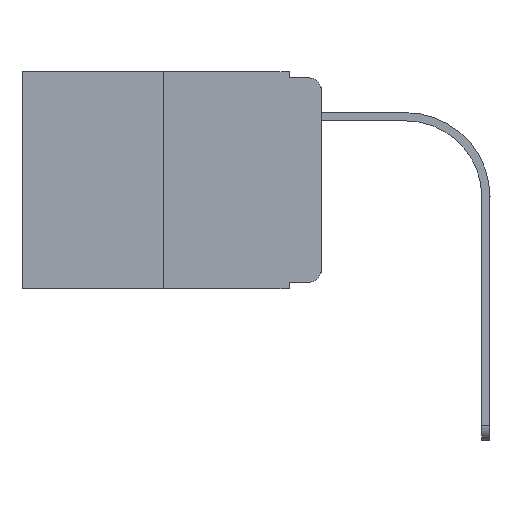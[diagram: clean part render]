
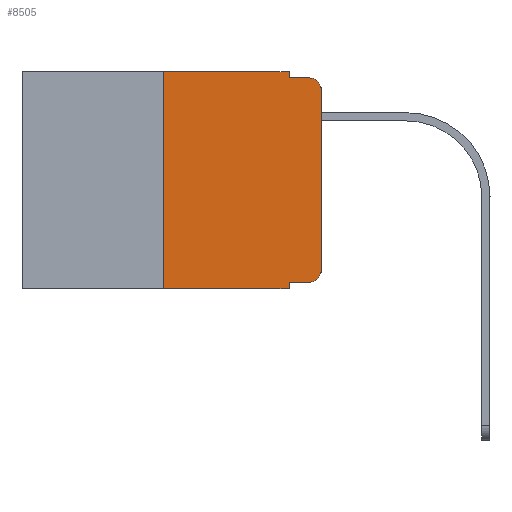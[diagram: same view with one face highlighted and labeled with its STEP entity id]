
A CAD part, left-side view. The second image highlights one B-rep face of the part: STEP entity #8505.
In plain terms, the highlighted planar face has unit normal (-1, 0, 0).
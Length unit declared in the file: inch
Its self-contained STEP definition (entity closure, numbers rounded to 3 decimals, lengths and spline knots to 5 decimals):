
#384 = CARTESIAN_POINT ( 'NONE',  ( 0., 0.051, -0.333 ) ) ;
#444 = ORIENTED_EDGE ( 'NONE', *, *, #16394, .F. ) ;
#500 = VECTOR ( 'NONE', #5385, 39.37008 ) ;
#556 = VECTOR ( 'NONE', #1883, 39.37008 ) ;
#975 = VERTEX_POINT ( 'NONE', #1670 ) ;
#1232 = LINE ( 'NONE', #15532, #6757 ) ;
#1239 = DIRECTION ( 'NONE',  ( 0., -1., 0. ) ) ;
#1381 = DIRECTION ( 'NONE',  ( 0., 0., -1. ) ) ;
#1670 = CARTESIAN_POINT ( 'NONE',  ( 0., 0., -0.03 ) ) ;
#1883 = DIRECTION ( 'NONE',  ( 0., 0., 1. ) ) ;
#1967 = LINE ( 'NONE', #16256, #2649 ) ;
#2047 = FACE_OUTER_BOUND ( 'NONE', #14016, .T. ) ;
#2126 = AXIS2_PLACEMENT_3D ( 'NONE', #5992, #15514, #1381 ) ;
#2508 = CARTESIAN_POINT ( 'NONE',  ( 0., 0., -0.313 ) ) ;
#2634 = VERTEX_POINT ( 'NONE', #10372 ) ;
#2649 = VECTOR ( 'NONE', #5991, 39.37008 ) ;
#2755 = DIRECTION ( 'NONE',  ( -1., 0., 0. ) ) ;
#2920 = CARTESIAN_POINT ( 'NONE',  ( 0., 0., 0. ) ) ;
#2945 = LINE ( 'NONE', #8059, #6516 ) ;
#3089 = VECTOR ( 'NONE', #14039, 39.37008 ) ;
#3443 = CARTESIAN_POINT ( 'NONE',  ( 0., 0.02, -0.313 ) ) ;
#3594 = VECTOR ( 'NONE', #15038, 39.37008 ) ;
#3776 = CIRCLE ( 'NONE', #8392, 0.02 ) ;
#4036 = EDGE_CURVE ( 'NONE', #5328, #2634, #6575, .T. ) ;
#4064 = DIRECTION ( 'NONE',  ( 0., -1., 0. ) ) ;
#4269 = DIRECTION ( 'NONE',  ( 0., 0., -1. ) ) ;
#4353 = ORIENTED_EDGE ( 'NONE', *, *, #4512, .F. ) ;
#4415 = CARTESIAN_POINT ( 'NONE',  ( 0., 0.051, 0. ) ) ;
#4512 = EDGE_CURVE ( 'NONE', #11255, #6065, #11270, .T. ) ;
#4517 = VERTEX_POINT ( 'NONE', #12914 ) ;
#4686 = CARTESIAN_POINT ( 'NONE',  ( 0., 0.25, 0. ) ) ;
#5050 = EDGE_CURVE ( 'NONE', #8743, #4517, #7950, .T. ) ;
#5328 = VERTEX_POINT ( 'NONE', #14139 ) ;
#5385 = DIRECTION ( 'NONE',  ( 0., -1., 0. ) ) ;
#5490 = CIRCLE ( 'NONE', #9838, 0.02 ) ;
#5681 = CARTESIAN_POINT ( 'NONE',  ( 0., 0.02, -0.01 ) ) ;
#5991 = DIRECTION ( 'NONE',  ( 0., 0., -1. ) ) ;
#5992 = CARTESIAN_POINT ( 'NONE',  ( 0., 0.473, 0. ) ) ;
#5996 = ORIENTED_EDGE ( 'NONE', *, *, #4036, .T. ) ;
#6038 = ORIENTED_EDGE ( 'NONE', *, *, #11629, .F. ) ;
#6065 = VERTEX_POINT ( 'NONE', #4415 ) ;
#6076 = VECTOR ( 'NONE', #1239, 39.37008 ) ;
#6425 = ORIENTED_EDGE ( 'NONE', *, *, #14846, .F. ) ;
#6516 = VECTOR ( 'NONE', #4064, 39.37008 ) ;
#6575 = LINE ( 'NONE', #8871, #3089 ) ;
#6757 = VECTOR ( 'NONE', #9140, 39.37008 ) ;
#7159 = ORIENTED_EDGE ( 'NONE', *, *, #10194, .T. ) ;
#7382 = VERTEX_POINT ( 'NONE', #5681 ) ;
#7710 = CARTESIAN_POINT ( 'NONE',  ( 0., 0.473, 0. ) ) ;
#7950 = LINE ( 'NONE', #10745, #500 ) ;
#8059 = CARTESIAN_POINT ( 'NONE',  ( 0., 0.051, -0.01 ) ) ;
#8296 = ORIENTED_EDGE ( 'NONE', *, *, #5050, .T. ) ;
#8392 = AXIS2_PLACEMENT_3D ( 'NONE', #3443, #16283, #11361 ) ;
#8505 = ADVANCED_FACE ( 'NONE', ( #2047 ), #12437, .F. ) ;
#8743 = VERTEX_POINT ( 'NONE', #384 ) ;
#8757 = VERTEX_POINT ( 'NONE', #10988 ) ;
#8871 = CARTESIAN_POINT ( 'NONE',  ( 0., 0.473, -0.343 ) ) ;
#9140 = DIRECTION ( 'NONE',  ( 0., 0., -1. ) ) ;
#9390 = CARTESIAN_POINT ( 'NONE',  ( 0., 0.02, -0.03 ) ) ;
#9399 = LINE ( 'NONE', #2920, #556 ) ;
#9838 = AXIS2_PLACEMENT_3D ( 'NONE', #9390, #2755, #4269 ) ;
#10194 = EDGE_CURVE ( 'NONE', #975, #7382, #5490, .T. ) ;
#10372 = CARTESIAN_POINT ( 'NONE',  ( 0., 0.051, -0.343 ) ) ;
#10415 = ORIENTED_EDGE ( 'NONE', *, *, #12656, .T. ) ;
#10745 = CARTESIAN_POINT ( 'NONE',  ( 0., 0.051, -0.333 ) ) ;
#10988 = CARTESIAN_POINT ( 'NONE',  ( 0., 0.051, -0.01 ) ) ;
#11081 = EDGE_CURVE ( 'NONE', #4517, #13858, #3776, .T. ) ;
#11255 = VERTEX_POINT ( 'NONE', #11788 ) ;
#11262 = EDGE_CURVE ( 'NONE', #8743, #2634, #1232, .T. ) ;
#11270 = LINE ( 'NONE', #7710, #6076 ) ;
#11361 = DIRECTION ( 'NONE',  ( 0., 0., -1. ) ) ;
#11629 = EDGE_CURVE ( 'NONE', #6065, #8757, #1967, .T. ) ;
#11788 = CARTESIAN_POINT ( 'NONE',  ( 0., 0.25, 0. ) ) ;
#12437 = PLANE ( 'NONE',  #2126 ) ;
#12656 = EDGE_CURVE ( 'NONE', #13858, #975, #9399, .T. ) ;
#12914 = CARTESIAN_POINT ( 'NONE',  ( 0., 0.02, -0.333 ) ) ;
#13858 = VERTEX_POINT ( 'NONE', #2508 ) ;
#14016 = EDGE_LOOP ( 'NONE', ( #10415, #7159, #6425, #6038, #4353, #444, #5996, #16181, #8296, #14295 ) ) ;
#14039 = DIRECTION ( 'NONE',  ( 0., -1., 0. ) ) ;
#14070 = LINE ( 'NONE', #4686, #3594 ) ;
#14139 = CARTESIAN_POINT ( 'NONE',  ( 0., 0.25, -0.343 ) ) ;
#14295 = ORIENTED_EDGE ( 'NONE', *, *, #11081, .T. ) ;
#14846 = EDGE_CURVE ( 'NONE', #8757, #7382, #2945, .T. ) ;
#15038 = DIRECTION ( 'NONE',  ( 0., 0., 1. ) ) ;
#15514 = DIRECTION ( 'NONE',  ( 1., 0., 0. ) ) ;
#15532 = CARTESIAN_POINT ( 'NONE',  ( 0., 0.051, 0. ) ) ;
#16181 = ORIENTED_EDGE ( 'NONE', *, *, #11262, .F. ) ;
#16256 = CARTESIAN_POINT ( 'NONE',  ( 0., 0.051, 0. ) ) ;
#16283 = DIRECTION ( 'NONE',  ( -1., 0., 0. ) ) ;
#16394 = EDGE_CURVE ( 'NONE', #5328, #11255, #14070, .T. ) ;
